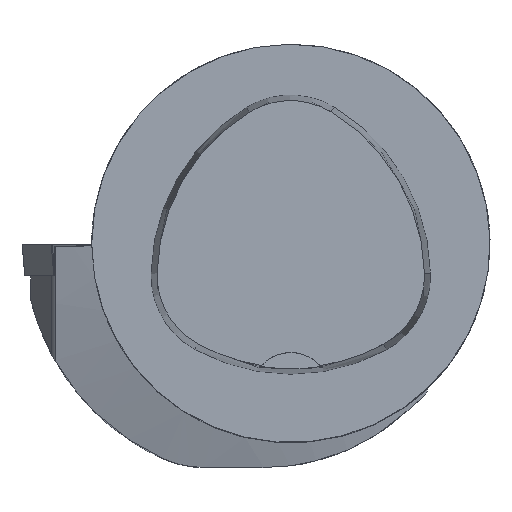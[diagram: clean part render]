
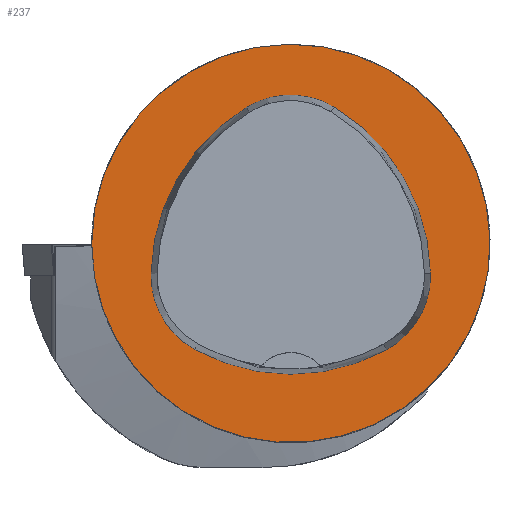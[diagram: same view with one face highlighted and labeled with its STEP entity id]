
A CAD part, top view. The second image highlights one B-rep face of the part: STEP entity #237.
In plain terms, the highlighted planar face has unit normal (0, 0, 1).
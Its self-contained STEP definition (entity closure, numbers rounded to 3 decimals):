
#237=ADVANCED_FACE('',(#472,#473),#288,.T.);
#288=PLANE('',#1372);
#472=FACE_BOUND('',#529,.T.);
#473=FACE_BOUND('',#530,.T.);
#529=EDGE_LOOP('',(#759,#760,#761,#762,#763,#764));
#530=EDGE_LOOP('',(#765));
#759=ORIENTED_EDGE('',*,*,#1119,.T.);
#760=ORIENTED_EDGE('',*,*,#1099,.T.);
#761=ORIENTED_EDGE('',*,*,#1103,.T.);
#762=ORIENTED_EDGE('',*,*,#1106,.T.);
#763=ORIENTED_EDGE('',*,*,#1109,.T.);
#764=ORIENTED_EDGE('',*,*,#1117,.T.);
#765=ORIENTED_EDGE('',*,*,#1083,.F.);
#961=VERTEX_POINT('',#2050);
#970=VERTEX_POINT('',#2118);
#971=VERTEX_POINT('',#2119);
#974=VERTEX_POINT('',#2127);
#976=VERTEX_POINT('',#2133);
#978=VERTEX_POINT('',#2139);
#985=VERTEX_POINT('',#2160);
#1083=EDGE_CURVE('',#961,#961,#1175,.T.);
#1099=EDGE_CURVE('',#970,#971,#1178,.T.);
#1103=EDGE_CURVE('',#971,#974,#1180,.T.);
#1106=EDGE_CURVE('',#974,#976,#1182,.T.);
#1109=EDGE_CURVE('',#976,#978,#1184,.T.);
#1117=EDGE_CURVE('',#978,#985,#1188,.T.);
#1119=EDGE_CURVE('',#985,#970,#1190,.T.);
#1175=CIRCLE('',#1341,20.);
#1178=CIRCLE('',#1350,20.);
#1180=CIRCLE('',#1353,8.5);
#1182=CIRCLE('',#1356,20.);
#1184=CIRCLE('',#1359,8.5);
#1188=CIRCLE('',#1364,20.);
#1190=CIRCLE('',#1367,8.5);
#1341=AXIS2_PLACEMENT_3D('',#2049,#1596,#1597);
#1350=AXIS2_PLACEMENT_3D('',#2117,#1617,#1618);
#1353=AXIS2_PLACEMENT_3D('',#2126,#1625,#1626);
#1356=AXIS2_PLACEMENT_3D('',#2132,#1632,#1633);
#1359=AXIS2_PLACEMENT_3D('',#2138,#1639,#1640);
#1364=AXIS2_PLACEMENT_3D('',#2161,#1651,#1652);
#1367=AXIS2_PLACEMENT_3D('',#2164,#1657,#1658);
#1372=AXIS2_PLACEMENT_3D('',#2169,#1667,#1668);
#1596=DIRECTION('',(0.,0.,-1.));
#1597=DIRECTION('',(-1.,0.,0.));
#1617=DIRECTION('',(0.,0.,-1.));
#1618=DIRECTION('',(-1.,0.,0.));
#1625=DIRECTION('',(0.,0.,-1.));
#1626=DIRECTION('',(-1.,0.,0.));
#1632=DIRECTION('',(0.,0.,-1.));
#1633=DIRECTION('',(-1.,0.,0.));
#1639=DIRECTION('',(0.,0.,-1.));
#1640=DIRECTION('',(-1.,0.,0.));
#1651=DIRECTION('',(0.,0.,-1.));
#1652=DIRECTION('',(-1.,0.,0.));
#1657=DIRECTION('',(0.,0.,-1.));
#1658=DIRECTION('',(-1.,0.,0.));
#1667=DIRECTION('',(0.,0.,1.));
#1668=DIRECTION('',(1.,0.,0.));
#2049=CARTESIAN_POINT('',(0.,0.,0.));
#2050=CARTESIAN_POINT('',(-20.,0.,0.));
#2117=CARTESIAN_POINT('',(5.955,-3.414,0.));
#2118=CARTESIAN_POINT('',(-14.041,-3.042,0.));
#2119=CARTESIAN_POINT('',(-4.472,13.653,0.));
#2126=CARTESIAN_POINT('',(-0.04,6.4,0.));
#2127=CARTESIAN_POINT('',(4.347,13.68,0.));
#2132=CARTESIAN_POINT('',(-5.976,-3.45,0.));
#2133=CARTESIAN_POINT('',(14.021,-3.075,0.));
#2138=CARTESIAN_POINT('',(5.522,-3.235,0.));
#2139=CARTESIAN_POINT('',(9.588,-10.699,0.));
#2160=CARTESIAN_POINT('',(-9.655,-10.639,0.));
#2161=CARTESIAN_POINT('',(0.022,6.864,0.));
#2164=CARTESIAN_POINT('',(-5.543,-3.2,0.));
#2169=CARTESIAN_POINT('',(0.,0.,0.));
